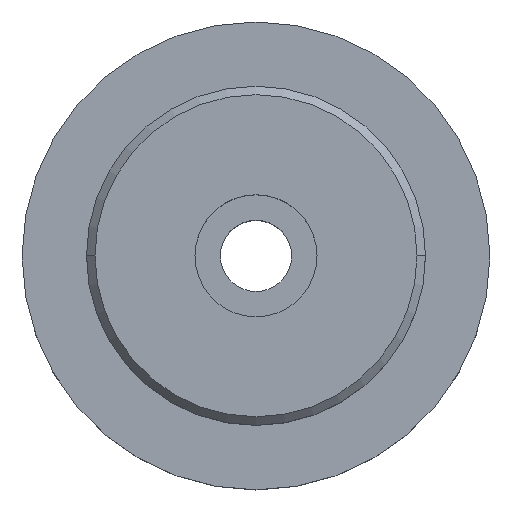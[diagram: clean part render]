
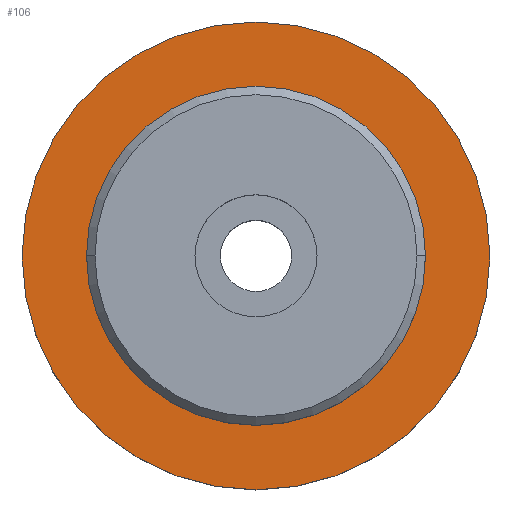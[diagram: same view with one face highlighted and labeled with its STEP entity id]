
A CAD part, top view. The second image highlights one B-rep face of the part: STEP entity #106.
In plain terms, the highlighted planar face has unit normal (0, 0, 1).
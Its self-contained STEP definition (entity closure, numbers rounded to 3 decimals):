
#106=ADVANCED_FACE('',(#272,#273),#274,.T.);
#112=VERTEX_POINT('',#280);
#118=EDGE_CURVE('',#190,#202,#286,.T.);
#130=EDGE_CURVE('',#112,#236,#299,.T.);
#180=EDGE_CURVE('',#202,#190,#359,.T.);
#190=VERTEX_POINT('',#369);
#202=VERTEX_POINT('',#384);
#234=EDGE_CURVE('',#236,#112,#418,.T.);
#236=VERTEX_POINT('',#420);
#272=FACE_BOUND('',#449,.T.);
#273=FACE_OUTER_BOUND('',#450,.T.);
#274=PLANE('',#451);
#280=CARTESIAN_POINT('',(34.5,0.,12.0));
#286=CIRCLE('',#467,25.0);
#299=CIRCLE('',#484,34.5);
#359=CIRCLE('',#556,25.0);
#369=CARTESIAN_POINT('',(25.0,0.,12.0));
#384=CARTESIAN_POINT('',(-25.0,0.,12.0));
#418=CIRCLE('',#636,34.5);
#420=CARTESIAN_POINT('',(-34.5,0.,12.0));
#449=EDGE_LOOP('',(#673,#674));
#450=EDGE_LOOP('',(#675,#676));
#451=AXIS2_PLACEMENT_3D('',#677,#678,#679);
#467=AXIS2_PLACEMENT_3D('',#684,#685,#686);
#484=AXIS2_PLACEMENT_3D('',#699,#700,#701);
#556=AXIS2_PLACEMENT_3D('',#793,#794,#795);
#636=AXIS2_PLACEMENT_3D('',#845,#846,#847);
#673=ORIENTED_EDGE('',*,*,#180,.F.);
#674=ORIENTED_EDGE('',*,*,#118,.F.);
#675=ORIENTED_EDGE('',*,*,#234,.T.);
#676=ORIENTED_EDGE('',*,*,#130,.T.);
#677=CARTESIAN_POINT('',(-29.75,0.,12.0));
#678=DIRECTION('',(0.0,0.0,1.0));
#679=DIRECTION('',(-1.0,0.,0.0));
#684=CARTESIAN_POINT('',(0.0,0.,12.0));
#685=DIRECTION('',(0.0,0.0,1.0));
#686=DIRECTION('',(-1.0,0.,0.0));
#699=CARTESIAN_POINT('',(0.0,0.,12.0));
#700=DIRECTION('',(0.0,0.0,1.0));
#701=DIRECTION('',(-1.0,0.,0.0));
#793=CARTESIAN_POINT('',(0.0,0.,12.0));
#794=DIRECTION('',(0.0,0.0,1.0));
#795=DIRECTION('',(-1.0,0.,0.0));
#845=CARTESIAN_POINT('',(0.0,0.,12.0));
#846=DIRECTION('',(0.0,0.0,1.0));
#847=DIRECTION('',(-1.0,0.,0.0));
